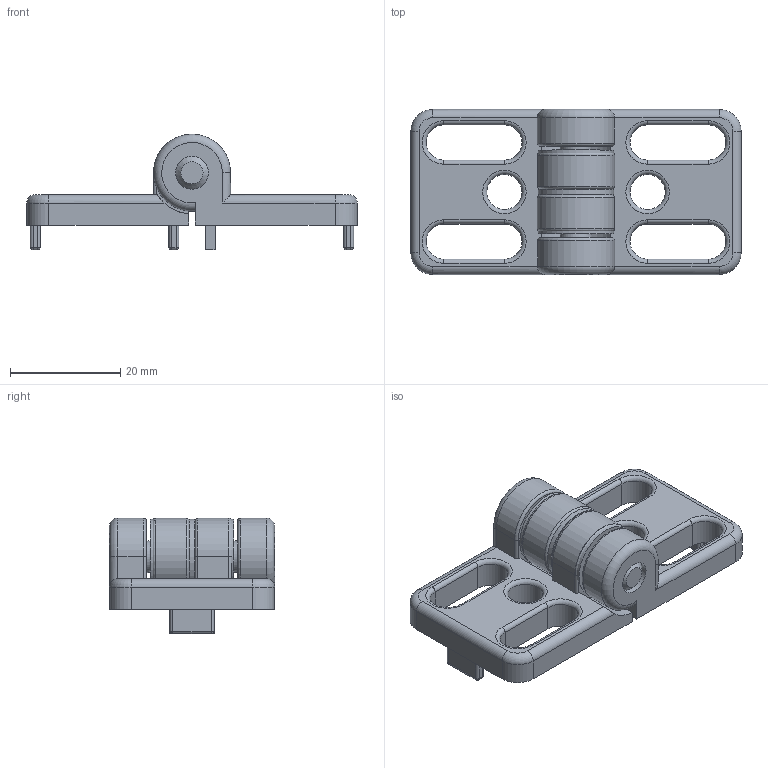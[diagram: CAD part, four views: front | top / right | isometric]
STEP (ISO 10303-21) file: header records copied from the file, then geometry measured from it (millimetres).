
FILE_DESCRIPTION( ( 'STEP AP203' ), '1' );
FILE_NAME( '095400N08(0).stp', '2022-03-07T19:40:22', ( 'License CC BY-ND 4.0' ), ( 'CADENAS' ), ' ', 'PARTsolutions', ' ' );
FILE_SCHEMA( ( 'CONFIG_CONTROL_DESIGN' ) );
Length unit declared in the file: millimetre
Products named in the file (5): 095400N08(0); _095400N10_pin; _095400N08_1; _095400N10_washer; _095400N08_2
Assembly tree (6 placements, depth 2):
  095400N08(0)
    _095400N10_pin
    _095400N08_1
    _095400N10_washer  x3
    _095400N08_2
Bounding box: 60 x 30 x 21 mm (x, y, z)
Volume: 10951.1 mm3; surface area: 8697.8 mm2
Topology: 6 solids, 6 shells, 180 faces, 430 edges, 254 vertices
Faces by surface type: cylinder 83, plane 58, torus 25, sphere 12, cone 2
Full cylindrical faces by diameter (mm): 5.8 x3, 6 x8, 6.4 x2, 13.7 x3
Entity records: 5049 total; most frequent: DIRECTION 907, CARTESIAN_POINT 876, ORIENTED_EDGE 762, EDGE_CURVE 381, AXIS2_PLACEMENT_3D 357, VERTEX_POINT 240, EDGE_LOOP 217, LINE 193
